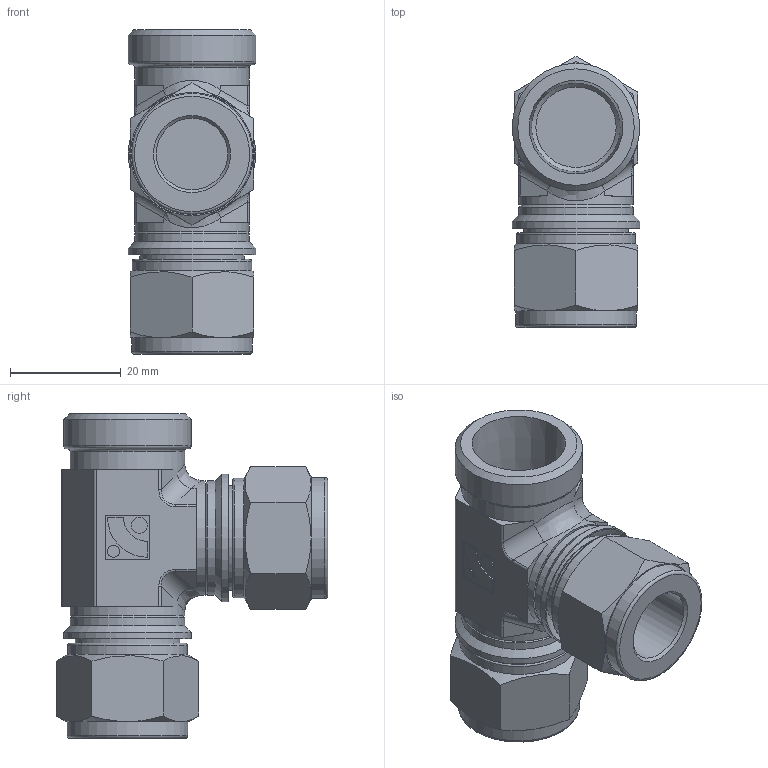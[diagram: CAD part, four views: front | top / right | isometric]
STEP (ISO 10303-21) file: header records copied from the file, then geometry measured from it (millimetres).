
FILE_DESCRIPTION(/* description */ (''),/* implementation_level */ '2;1');
FILE_NAME(/* name */ 'SFRTI-8-6N.stp',/* time_stamp */ '2022-05-03T15:17:01+09:00',/* author */ ('user'),/* organization */ (''),/* preprocessor_version */ 'ST-DEVELOPER v18.1',/* originating_system */ 'Autodesk Inventor 2022',/* authorisation */ '');
FILE_SCHEMA (('AUTOMOTIVE_DESIGN { 1 0 10303 214 3 1 1 }'));
Length unit declared in the file: millimetre
Products named in the file (1): SFRT-8-6N
Bounding box: 23 x 48.93 x 58.5 mm (x, y, z)
Volume: 22837.5 mm3; surface area: 11307.3 mm2
Topology: 1 solids, 1 shells, 150 faces, 329 edges, 202 vertices
Faces by surface type: plane 68, cylinder 41, cone 29, torus 6, bspline 6
Full cylindrical faces by diameter (mm): 2.16 x1, 2.88 x1, 12.9 x2, 12.904 x1, 14.5 x1, 17.2 x2, 17.7 x2, 18.9 x2, 20.6 x5, 21.5 x2, 21.8 x2, 23 x3
Entity records: 4250 total; most frequent: CARTESIAN_POINT 918, DIRECTION 725, ORIENTED_EDGE 658, EDGE_CURVE 329, AXIS2_PLACEMENT_3D 287, VERTEX_POINT 202, EDGE_LOOP 171, LINE 151
